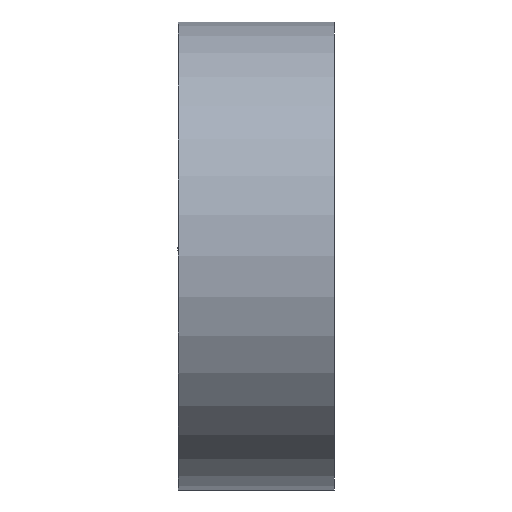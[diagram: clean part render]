
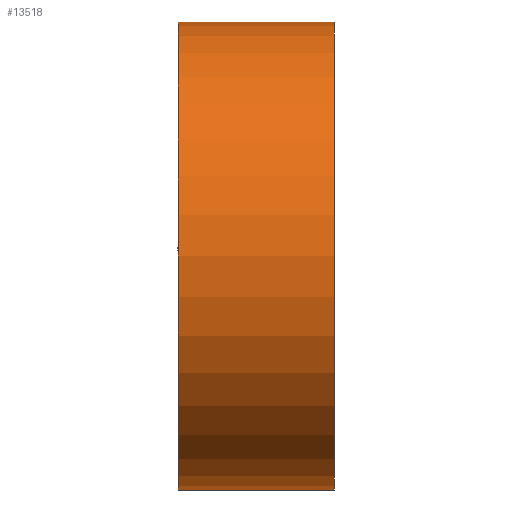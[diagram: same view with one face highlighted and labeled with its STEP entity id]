
A CAD part, front view. The second image highlights one B-rep face of the part: STEP entity #13518.
In plain terms, the highlighted cylindrical face has radius 38.1 mm (diameter 76.2 mm), a full revolution.
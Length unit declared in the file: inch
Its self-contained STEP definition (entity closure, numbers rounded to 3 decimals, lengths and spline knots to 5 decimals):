
#15=CYLINDRICAL_SURFACE('',#13908,1.5);
#16=CIRCLE('',#13890,1.5);
#17=CIRCLE('',#13909,1.5);
#1169=FACE_OUTER_BOUND('',#1962,.T.);
#1962=EDGE_LOOP('',(#12398,#12399,#12400,#12401));
#3937=LINE('',#25686,#5189);
#5189=VECTOR('',#15897,1.5);
#6504=VERTEX_POINT('',#25665);
#6505=VERTEX_POINT('',#25685);
#8477=EDGE_CURVE('',#6504,#6504,#16,.T.);
#8478=EDGE_CURVE('',#6504,#6505,#3937,.T.);
#8479=EDGE_CURVE('',#6505,#6505,#17,.T.);
#12398=ORIENTED_EDGE('',*,*,#8477,.F.);
#12399=ORIENTED_EDGE('',*,*,#8478,.T.);
#12400=ORIENTED_EDGE('',*,*,#8479,.T.);
#12401=ORIENTED_EDGE('',*,*,#8478,.F.);
#13518=ADVANCED_FACE('',(#1169),#15,.T.);
#13890=AXIS2_PLACEMENT_3D('',#25666,#15859,#15860);
#13908=AXIS2_PLACEMENT_3D('',#25684,#15895,#15896);
#13909=AXIS2_PLACEMENT_3D('',#25687,#15898,#15899);
#15859=DIRECTION('center_axis',(1.,0.,0.));
#15860=DIRECTION('ref_axis',(0.,1.,0.));
#15895=DIRECTION('center_axis',(1.,0.,0.));
#15896=DIRECTION('ref_axis',(0.,1.,0.));
#15897=DIRECTION('',(-1.,0.,0.));
#15898=DIRECTION('center_axis',(1.,0.,0.));
#15899=DIRECTION('ref_axis',(0.,1.,0.));
#25665=CARTESIAN_POINT('',(1.,-1.5,0.));
#25666=CARTESIAN_POINT('Origin',(1.,0.,0.));
#25684=CARTESIAN_POINT('Origin',(0.,0.,0.));
#25685=CARTESIAN_POINT('',(0.,-1.5,0.));
#25686=CARTESIAN_POINT('',(0.,-1.5,0.));
#25687=CARTESIAN_POINT('Origin',(0.,0.,0.));
